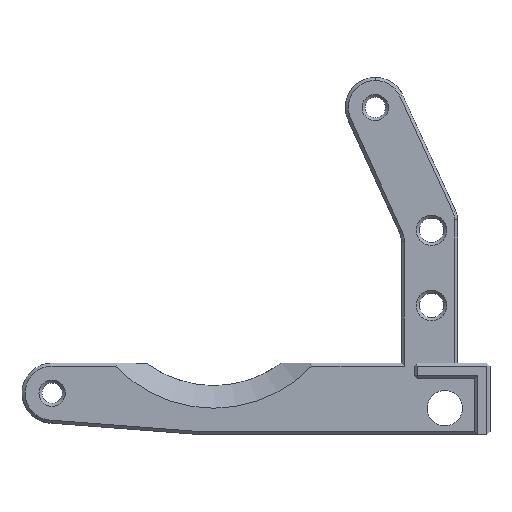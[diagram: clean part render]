
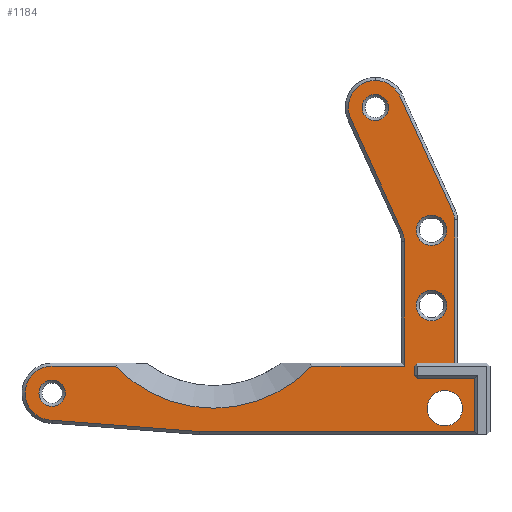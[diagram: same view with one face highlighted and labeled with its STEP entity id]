
A CAD part, left-side view. The second image highlights one B-rep face of the part: STEP entity #1184.
In plain terms, the highlighted planar face has unit normal (-1, 0, 0).
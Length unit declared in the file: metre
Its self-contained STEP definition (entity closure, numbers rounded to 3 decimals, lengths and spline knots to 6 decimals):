
#47=B_SPLINE_CURVE_WITH_KNOTS('',3,(#1793,#1794,#1795,#1796),
 .UNSPECIFIED.,.F.,.F.,(4,4),(0.,1.),.UNSPECIFIED.);
#48=B_SPLINE_CURVE_WITH_KNOTS('',3,(#1806,#1807,#1808,#1809),
 .UNSPECIFIED.,.F.,.F.,(4,4),(0.,1.),.UNSPECIFIED.);
#89=LINE('',#1788,#196);
#90=LINE('',#1791,#197);
#91=LINE('',#1798,#198);
#92=LINE('',#1804,#199);
#93=LINE('',#1811,#200);
#94=LINE('',#1813,#201);
#95=LINE('',#1817,#202);
#96=LINE('',#1821,#203);
#97=LINE('',#1823,#204);
#98=LINE('',#1825,#205);
#99=LINE('',#1827,#206);
#100=LINE('',#1829,#207);
#101=LINE('',#1831,#208);
#102=LINE('',#1833,#209);
#196=VECTOR('',#1438,1.);
#197=VECTOR('',#1439,1.);
#198=VECTOR('',#1440,1.);
#199=VECTOR('',#1445,1.);
#200=VECTOR('',#1446,1.);
#201=VECTOR('',#1447,1.);
#202=VECTOR('',#1450,1.);
#203=VECTOR('',#1453,1.);
#204=VECTOR('',#1454,1.);
#205=VECTOR('',#1455,1.);
#206=VECTOR('',#1456,1.);
#207=VECTOR('',#1457,1.);
#208=VECTOR('',#1458,1.);
#209=VECTOR('',#1459,1.);
#327=ORIENTED_EDGE('',*,*,#667,.T.);
#328=ORIENTED_EDGE('',*,*,#668,.T.);
#329=ORIENTED_EDGE('',*,*,#669,.F.);
#330=ORIENTED_EDGE('',*,*,#670,.F.);
#331=ORIENTED_EDGE('',*,*,#671,.F.);
#332=ORIENTED_EDGE('',*,*,#672,.T.);
#333=ORIENTED_EDGE('',*,*,#673,.T.);
#334=ORIENTED_EDGE('',*,*,#674,.T.);
#335=ORIENTED_EDGE('',*,*,#675,.T.);
#336=ORIENTED_EDGE('',*,*,#676,.T.);
#337=ORIENTED_EDGE('',*,*,#677,.T.);
#338=ORIENTED_EDGE('',*,*,#678,.T.);
#339=ORIENTED_EDGE('',*,*,#679,.T.);
#340=ORIENTED_EDGE('',*,*,#680,.T.);
#341=ORIENTED_EDGE('',*,*,#681,.T.);
#342=ORIENTED_EDGE('',*,*,#682,.F.);
#343=ORIENTED_EDGE('',*,*,#683,.T.);
#344=ORIENTED_EDGE('',*,*,#684,.T.);
#345=ORIENTED_EDGE('',*,*,#685,.T.);
#346=ORIENTED_EDGE('',*,*,#686,.T.);
#347=ORIENTED_EDGE('',*,*,#687,.T.);
#348=ORIENTED_EDGE('',*,*,#688,.F.);
#349=ORIENTED_EDGE('',*,*,#689,.T.);
#350=ORIENTED_EDGE('',*,*,#690,.T.);
#351=ORIENTED_EDGE('',*,*,#691,.F.);
#667=EDGE_CURVE('',#835,#835,#924,.F.);
#668=EDGE_CURVE('',#836,#836,#925,.F.);
#669=EDGE_CURVE('',#837,#837,#926,.T.);
#670=EDGE_CURVE('',#838,#838,#927,.T.);
#671=EDGE_CURVE('',#839,#839,#928,.T.);
#672=EDGE_CURVE('',#840,#841,#89,.T.);
#673=EDGE_CURVE('',#841,#842,#90,.T.);
#674=EDGE_CURVE('',#842,#843,#47,.T.);
#675=EDGE_CURVE('',#843,#844,#91,.T.);
#676=EDGE_CURVE('',#844,#845,#929,.T.);
#677=EDGE_CURVE('',#845,#846,#930,.T.);
#678=EDGE_CURVE('',#846,#847,#92,.T.);
#679=EDGE_CURVE('',#847,#848,#48,.T.);
#680=EDGE_CURVE('',#848,#849,#93,.T.);
#681=EDGE_CURVE('',#849,#850,#94,.T.);
#682=EDGE_CURVE('',#851,#850,#931,.T.);
#683=EDGE_CURVE('',#851,#852,#95,.T.);
#684=EDGE_CURVE('',#852,#853,#932,.T.);
#685=EDGE_CURVE('',#853,#854,#96,.T.);
#686=EDGE_CURVE('',#854,#855,#97,.T.);
#687=EDGE_CURVE('',#855,#856,#98,.T.);
#688=EDGE_CURVE('',#857,#856,#99,.T.);
#689=EDGE_CURVE('',#857,#858,#100,.T.);
#690=EDGE_CURVE('',#858,#859,#101,.T.);
#691=EDGE_CURVE('',#840,#859,#102,.T.);
#835=VERTEX_POINT('',#1779);
#836=VERTEX_POINT('',#1781);
#837=VERTEX_POINT('',#1783);
#838=VERTEX_POINT('',#1785);
#839=VERTEX_POINT('',#1787);
#840=VERTEX_POINT('',#1789);
#841=VERTEX_POINT('',#1790);
#842=VERTEX_POINT('',#1792);
#843=VERTEX_POINT('',#1797);
#844=VERTEX_POINT('',#1799);
#845=VERTEX_POINT('',#1801);
#846=VERTEX_POINT('',#1803);
#847=VERTEX_POINT('',#1805);
#848=VERTEX_POINT('',#1810);
#849=VERTEX_POINT('',#1812);
#850=VERTEX_POINT('',#1814);
#851=VERTEX_POINT('',#1816);
#852=VERTEX_POINT('',#1818);
#853=VERTEX_POINT('',#1820);
#854=VERTEX_POINT('',#1822);
#855=VERTEX_POINT('',#1824);
#856=VERTEX_POINT('',#1826);
#857=VERTEX_POINT('',#1828);
#858=VERTEX_POINT('',#1830);
#859=VERTEX_POINT('',#1832);
#924=CIRCLE('',#1289,0.002025);
#925=CIRCLE('',#1290,0.002025);
#926=CIRCLE('',#1291,0.00175);
#927=CIRCLE('',#1292,0.00175);
#928=CIRCLE('',#1293,0.00235);
#929=CIRCLE('',#1294,0.0036);
#930=CIRCLE('',#1295,0.0036);
#931=CIRCLE('',#1296,0.018);
#932=CIRCLE('',#1297,0.0036);
#949=EDGE_LOOP('',(#327));
#950=EDGE_LOOP('',(#328));
#951=EDGE_LOOP('',(#329));
#952=EDGE_LOOP('',(#330));
#953=EDGE_LOOP('',(#331));
#954=EDGE_LOOP('',(#332,#333,#334,#335,#336,#337,#338,#339,#340,#341,#342,
#343,#344,#345,#346,#347,#348,#349,#350,#351));
#1044=FACE_BOUND('',#949,.T.);
#1045=FACE_BOUND('',#950,.T.);
#1046=FACE_BOUND('',#951,.T.);
#1047=FACE_BOUND('',#952,.T.);
#1048=FACE_BOUND('',#953,.T.);
#1049=FACE_BOUND('',#954,.T.);
#1131=PLANE('',#1288);
#1184=ADVANCED_FACE('',(#1044,#1045,#1046,#1047,#1048,#1049),#1131,.T.);
#1288=AXIS2_PLACEMENT_3D('',#1777,#1426,#1427);
#1289=AXIS2_PLACEMENT_3D('',#1778,#1428,#1429);
#1290=AXIS2_PLACEMENT_3D('',#1780,#1430,#1431);
#1291=AXIS2_PLACEMENT_3D('',#1782,#1432,#1433);
#1292=AXIS2_PLACEMENT_3D('',#1784,#1434,#1435);
#1293=AXIS2_PLACEMENT_3D('',#1786,#1436,#1437);
#1294=AXIS2_PLACEMENT_3D('',#1800,#1441,#1442);
#1295=AXIS2_PLACEMENT_3D('',#1802,#1443,#1444);
#1296=AXIS2_PLACEMENT_3D('',#1815,#1448,#1449);
#1297=AXIS2_PLACEMENT_3D('',#1819,#1451,#1452);
#1426=DIRECTION('',(-1.,0.,0.));
#1427=DIRECTION('',(0.,1.,0.));
#1428=DIRECTION('',(-1.,0.,0.));
#1429=DIRECTION('',(0.,-1.,0.));
#1430=DIRECTION('',(-1.,0.,0.));
#1431=DIRECTION('',(0.,-1.,0.));
#1432=DIRECTION('',(-1.,0.,0.));
#1433=DIRECTION('',(0.,-1.,0.));
#1434=DIRECTION('',(-1.,0.,0.));
#1435=DIRECTION('',(0.,-1.,0.));
#1436=DIRECTION('',(-1.,0.,0.));
#1437=DIRECTION('',(0.,-1.,0.));
#1438=DIRECTION('',(0.,-1.,0.));
#1439=DIRECTION('',(0.,0.,1.));
#1440=DIRECTION('',(0.,0.416,0.909));
#1441=DIRECTION('',(-1.,0.,0.));
#1442=DIRECTION('',(0.,-1.,0.));
#1443=DIRECTION('',(-1.,0.,0.));
#1444=DIRECTION('',(0.,-1.,0.));
#1445=DIRECTION('',(0.,-0.416,-0.909));
#1446=DIRECTION('',(0.,0.,-1.));
#1447=DIRECTION('',(0.,1.,0.));
#1448=DIRECTION('',(-1.,0.,0.));
#1449=DIRECTION('',(0.,-1.,0.));
#1450=DIRECTION('',(0.,1.,0.));
#1451=DIRECTION('',(-1.,0.,0.));
#1452=DIRECTION('',(0.,-1.,0.));
#1453=DIRECTION('',(0.,-0.997,-0.076));
#1454=DIRECTION('',(0.,-1.,0.));
#1455=DIRECTION('',(0.,0.,1.));
#1456=DIRECTION('',(0.,-1.,0.));
#1457=DIRECTION('',(0.,0.707,0.707));
#1458=DIRECTION('',(0.,0.,1.));
#1459=DIRECTION('',(0.,0.707,-0.707));
#1777=CARTESIAN_POINT('',(0.05875,0.,-0.0135));
#1778=CARTESIAN_POINT('',(0.05875,-0.012419,-0.008334));
#1779=CARTESIAN_POINT('',(0.05875,-0.014444,-0.008334));
#1780=CARTESIAN_POINT('',(0.05875,-0.012419,-0.018334));
#1781=CARTESIAN_POINT('',(0.05875,-0.014444,-0.018334));
#1782=CARTESIAN_POINT('',(0.05875,-0.00495,0.008));
#1783=CARTESIAN_POINT('',(0.05875,-0.0067,0.008));
#1784=CARTESIAN_POINT('',(0.05875,0.03805,-0.03));
#1785=CARTESIAN_POINT('',(0.05875,0.0363,-0.03));
#1786=CARTESIAN_POINT('',(0.05875,-0.0142,-0.032));
#1787=CARTESIAN_POINT('',(0.05875,-0.01655,-0.032));
#1788=CARTESIAN_POINT('',(0.05875,-0.0172,-0.026));
#1789=CARTESIAN_POINT('',(0.05875,-0.0106,-0.026));
#1790=CARTESIAN_POINT('',(0.05875,-0.01549,-0.026));
#1791=CARTESIAN_POINT('',(0.05875,-0.01549,-0.006959));
#1792=CARTESIAN_POINT('',(0.05875,-0.01549,-0.006959));
#1793=CARTESIAN_POINT('',(0.05875,-0.01549,-0.006959));
#1794=CARTESIAN_POINT('',(0.05875,-0.015491,-0.006581));
#1795=CARTESIAN_POINT('',(0.05875,-0.015413,-0.006221));
#1796=CARTESIAN_POINT('',(0.05875,-0.015255,-0.005878));
#1797=CARTESIAN_POINT('',(0.05875,-0.015255,-0.005878));
#1798=CARTESIAN_POINT('',(0.05875,-0.008224,0.009497));
#1799=CARTESIAN_POINT('',(0.05875,-0.008224,0.009497));
#1800=CARTESIAN_POINT('',(0.05875,-0.00495,0.008));
#1801=CARTESIAN_POINT('',(0.05875,-0.00495,0.0116));
#1802=CARTESIAN_POINT('',(0.05875,-0.00495,0.008));
#1803=CARTESIAN_POINT('',(0.05875,-0.001676,0.006503));
#1804=CARTESIAN_POINT('',(0.05875,-0.008951,-0.009407));
#1805=CARTESIAN_POINT('',(0.05875,-0.008511,-0.008445));
#1806=CARTESIAN_POINT('',(0.05875,-0.008511,-0.008445));
#1807=CARTESIAN_POINT('',(0.05875,-0.008718,-0.008893));
#1808=CARTESIAN_POINT('',(0.05875,-0.008821,-0.009365));
#1809=CARTESIAN_POINT('',(0.05875,-0.008819,-0.009859));
#1810=CARTESIAN_POINT('',(0.05875,-0.008819,-0.009859));
#1811=CARTESIAN_POINT('',(0.05875,-0.008819,-0.0135));
#1812=CARTESIAN_POINT('',(0.05875,-0.008819,-0.0264));
#1813=CARTESIAN_POINT('',(0.05875,0.,-0.0264));
#1814=CARTESIAN_POINT('',(0.05875,0.003502,-0.0264));
#1815=CARTESIAN_POINT('',(0.05875,0.01655,-0.014));
#1816=CARTESIAN_POINT('',(0.05875,0.029598,-0.0264));
#1817=CARTESIAN_POINT('',(0.05875,0.,-0.0264));
#1818=CARTESIAN_POINT('',(0.05875,0.03805,-0.0264));
#1819=CARTESIAN_POINT('',(0.05875,0.03805,-0.03));
#1820=CARTESIAN_POINT('',(0.05875,0.038035,-0.0336));
#1821=CARTESIAN_POINT('',(0.05875,0.001749,-0.036374));
#1822=CARTESIAN_POINT('',(0.05875,0.018416,-0.0351));
#1823=CARTESIAN_POINT('',(0.05875,0.,-0.0351));
#1824=CARTESIAN_POINT('',(0.05875,-0.0182,-0.0351));
#1825=CARTESIAN_POINT('',(0.05875,-0.0182,-0.03));
#1826=CARTESIAN_POINT('',(0.05875,-0.0182,-0.028));
#1827=CARTESIAN_POINT('',(0.05875,-0.0162,-0.028));
#1828=CARTESIAN_POINT('',(0.05875,-0.0106,-0.028));
#1829=CARTESIAN_POINT('',(0.05875,-0.0106,-0.028));
#1830=CARTESIAN_POINT('',(0.05875,-0.0102,-0.0276));
#1831=CARTESIAN_POINT('',(0.05875,-0.0102,-0.027));
#1832=CARTESIAN_POINT('',(0.05875,-0.0102,-0.0264));
#1833=CARTESIAN_POINT('',(0.05875,-0.0102,-0.0264));
